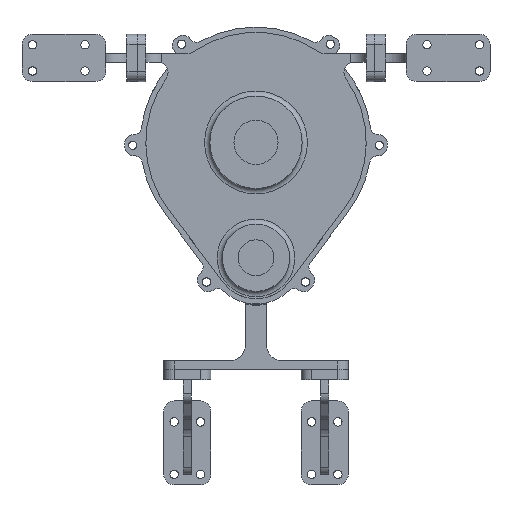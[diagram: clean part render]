
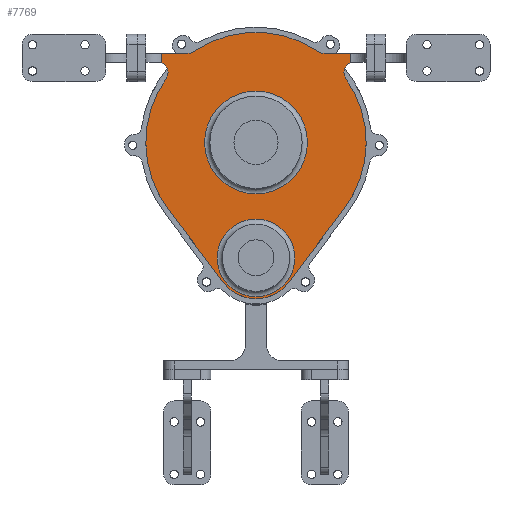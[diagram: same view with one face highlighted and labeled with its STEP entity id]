
A CAD part, top view. The second image highlights one B-rep face of the part: STEP entity #7769.
In plain terms, the highlighted face is planar.
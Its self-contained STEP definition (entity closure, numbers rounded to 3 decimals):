
#7769=ADVANCED_FACE('',(#21362,#21364,#21366),#21368,.F.);
#21362=FACE_BOUND('',#21363,.T.);
#21363=EDGE_LOOP('',(#30947,#30948,#30949,#30950,#30951,#30952,#30953,#30954,#30955,
#30956,#30957,#30958,#30959,#30960));
#21364=FACE_BOUND('',#21365,.T.);
#21365=EDGE_LOOP('',(#30961));
#21366=FACE_BOUND('',#21367,.T.);
#21367=EDGE_LOOP('',(#30962));
#21368=PLANE('',#21369);
#21369=AXIS2_PLACEMENT_3D('',#21370,#21371,#21372);
#21370=CARTESIAN_POINT('',(0.,-19.934,-30.));
#21371=DIRECTION('',(0.,0.,1.));
#21372=DIRECTION('',(1.,0.,0.));
#30947=ORIENTED_EDGE('',*,*,#34657,.F.);
#30948=ORIENTED_EDGE('',*,*,#34521,.T.);
#30949=ORIENTED_EDGE('',*,*,#34526,.F.);
#30950=ORIENTED_EDGE('',*,*,#34528,.F.);
#30951=ORIENTED_EDGE('',*,*,#34530,.F.);
#30952=ORIENTED_EDGE('',*,*,#34658,.F.);
#30953=ORIENTED_EDGE('',*,*,#34659,.F.);
#30954=ORIENTED_EDGE('',*,*,#34641,.F.);
#30955=ORIENTED_EDGE('',*,*,#34646,.F.);
#30956=ORIENTED_EDGE('',*,*,#34648,.F.);
#30957=ORIENTED_EDGE('',*,*,#34650,.F.);
#30958=ORIENTED_EDGE('',*,*,#34652,.F.);
#30959=ORIENTED_EDGE('',*,*,#34654,.F.);
#30960=ORIENTED_EDGE('',*,*,#34660,.F.);
#30961=ORIENTED_EDGE('',*,*,#34661,.F.);
#30962=ORIENTED_EDGE('',*,*,#34656,.F.);
#34521=EDGE_CURVE('',#38983,#38981,#38984,.T.);
#34526=EDGE_CURVE('',#38990,#38981,#38992,.T.);
#34528=EDGE_CURVE('',#38993,#38990,#38995,.F.);
#34530=EDGE_CURVE('',#38996,#38993,#38998,.T.);
#34641=EDGE_CURVE('',#39186,#39188,#39189,.T.);
#34646=EDGE_CURVE('',#39195,#39186,#39197,.F.);
#34648=EDGE_CURVE('',#39198,#39195,#39200,.F.);
#34650=EDGE_CURVE('',#39201,#39198,#39203,.F.);
#34652=EDGE_CURVE('',#39204,#39201,#39206,.F.);
#34654=EDGE_CURVE('',#39207,#39204,#39209,.F.);
#34656=EDGE_CURVE('',#39212,#39212,#39213,.T.);
#34657=EDGE_CURVE('',#38983,#39214,#39215,.T.);
#34658=EDGE_CURVE('',#39216,#38996,#39217,.T.);
#34659=EDGE_CURVE('',#39188,#39216,#39218,.T.);
#34660=EDGE_CURVE('',#39214,#39207,#39219,.T.);
#34661=EDGE_CURVE('',#39220,#39220,#39221,.T.);
#38981=VERTEX_POINT('',#53696);
#38983=VERTEX_POINT('',#53700);
#38984=LINE('',#53701,#53702);
#38990=VERTEX_POINT('',#53716);
#38992=CIRCLE('',#53720,15.);
#38993=VERTEX_POINT('',#53724);
#38995=CIRCLE('',#53728,105.);
#38996=VERTEX_POINT('',#53732);
#38998=CIRCLE('',#53736,15.);
#39186=VERTEX_POINT('',#54204);
#39188=VERTEX_POINT('',#54208);
#39189=CIRCLE('',#54209,10.);
#39195=VERTEX_POINT('',#54253);
#39197=CIRCLE('',#54257,105.);
#39198=VERTEX_POINT('',#54261);
#39200=LINE('',#54265,#54266);
#39201=VERTEX_POINT('',#54268);
#39203=CIRCLE('',#54272,39.);
#39204=VERTEX_POINT('',#54276);
#39206=LINE('',#54280,#54281);
#39207=VERTEX_POINT('',#54283);
#39209=CIRCLE('',#54287,105.);
#39212=VERTEX_POINT('',#54296);
#39213=CIRCLE('',#54297,37.);
#39214=VERTEX_POINT('',#54301);
#39215=LINE('',#54302,#54303);
#39216=VERTEX_POINT('',#54305);
#39217=LINE('',#54306,#54307);
#39218=LINE('',#54309,#54310);
#39219=CIRCLE('',#54312,10.);
#39220=VERTEX_POINT('',#54316);
#39221=CIRCLE('',#54317,49.);
#53696=CARTESIAN_POINT('',(-67.08,84.5,-30.));
#53700=CARTESIAN_POINT('',(-90.033,84.5,-30.));
#53701=CARTESIAN_POINT('',(-90.033,84.5,-30.));
#53702=VECTOR('',#53703,1.);
#53703=DIRECTION('',(1.,0.,0.));
#53716=CARTESIAN_POINT('',(-58.695,87.063,-30.));
#53720=AXIS2_PLACEMENT_3D('',#53721,#53722,#53723);
#53721=CARTESIAN_POINT('',(-67.08,99.5,-30.));
#53722=DIRECTION('',(0.,0.,-1.));
#53723=DIRECTION('',(0.559,-0.829,0.));
#53724=CARTESIAN_POINT('',(58.695,87.063,-30.));
#53728=AXIS2_PLACEMENT_3D('',#53729,#53730,#53731);
#53729=CARTESIAN_POINT('',(0.,0.,-30.));
#53730=DIRECTION('',(0.,0.,-1.));
#53731=DIRECTION('',(-0.559,0.829,0.));
#53732=CARTESIAN_POINT('',(67.08,84.5,-30.));
#53736=AXIS2_PLACEMENT_3D('',#53737,#53738,#53739);
#53737=CARTESIAN_POINT('',(67.08,99.5,-30.));
#53738=DIRECTION('',(0.,0.,-1.));
#53739=DIRECTION('',(0.,-1.,0.));
#54204=CARTESIAN_POINT('',(85.664,60.717,-30.));
#54208=CARTESIAN_POINT('',(90.033,75.754,-30.));
#54209=AXIS2_PLACEMENT_3D('',#54210,#54211,#54212);
#54210=CARTESIAN_POINT('',(93.823,66.5,-30.));
#54211=DIRECTION('',(0.,0.,-1.));
#54212=DIRECTION('',(-0.816,-0.578,0.));
#54253=CARTESIAN_POINT('',(84.,-63.,-30.));
#54257=AXIS2_PLACEMENT_3D('',#54258,#54259,#54260);
#54258=CARTESIAN_POINT('',(0.,0.,-30.));
#54259=DIRECTION('',(0.,0.,-1.));
#54260=DIRECTION('',(0.816,0.578,0.));
#54261=CARTESIAN_POINT('',(31.2,-133.4,-30.));
#54265=CARTESIAN_POINT('',(84.,-63.,-30.));
#54266=VECTOR('',#54267,1.);
#54267=DIRECTION('',(-0.6,-0.8,0.));
#54268=CARTESIAN_POINT('',(-31.2,-133.4,-30.));
#54272=AXIS2_PLACEMENT_3D('',#54273,#54274,#54275);
#54273=CARTESIAN_POINT('',(0.,-110.,-30.));
#54274=DIRECTION('',(0.,0.,-1.));
#54275=DIRECTION('',(0.8,-0.6,0.));
#54276=CARTESIAN_POINT('',(-84.,-63.,-30.));
#54280=CARTESIAN_POINT('',(-31.2,-133.4,-30.));
#54281=VECTOR('',#54282,1.);
#54282=DIRECTION('',(-0.6,0.8,0.));
#54283=CARTESIAN_POINT('',(-85.664,60.717,-30.));
#54287=AXIS2_PLACEMENT_3D('',#54288,#54289,#54290);
#54288=CARTESIAN_POINT('',(0.,0.,-30.));
#54289=DIRECTION('',(0.,0.,-1.));
#54290=DIRECTION('',(-0.8,-0.6,0.));
#54296=CARTESIAN_POINT('',(-37.,-110.,-30.));
#54297=AXIS2_PLACEMENT_3D('',#54298,#54299,#54300);
#54298=CARTESIAN_POINT('',(0.,-110.,-30.));
#54299=DIRECTION('',(0.,0.,-1.));
#54300=DIRECTION('',(-1.,0.,0.));
#54301=CARTESIAN_POINT('',(-90.033,75.754,-30.));
#54302=CARTESIAN_POINT('',(-90.033,84.5,-30.));
#54303=VECTOR('',#54304,1.);
#54304=DIRECTION('',(0.,-1.,0.));
#54305=CARTESIAN_POINT('',(90.033,84.5,-30.));
#54306=CARTESIAN_POINT('',(90.033,84.5,-30.));
#54307=VECTOR('',#54308,1.);
#54308=DIRECTION('',(-1.,0.,0.));
#54309=CARTESIAN_POINT('',(90.033,75.754,-30.));
#54310=VECTOR('',#54311,1.);
#54311=DIRECTION('',(0.,1.,0.));
#54312=AXIS2_PLACEMENT_3D('',#54313,#54314,#54315);
#54313=CARTESIAN_POINT('',(-93.823,66.5,-30.));
#54314=DIRECTION('',(0.,0.,-1.));
#54315=DIRECTION('',(0.379,0.925,0.));
#54316=CARTESIAN_POINT('',(-49.,0.,-30.));
#54317=AXIS2_PLACEMENT_3D('',#54318,#54319,#54320);
#54318=CARTESIAN_POINT('',(0.,0.,-30.));
#54319=DIRECTION('',(0.,0.,-1.));
#54320=DIRECTION('',(-1.,0.,0.));
